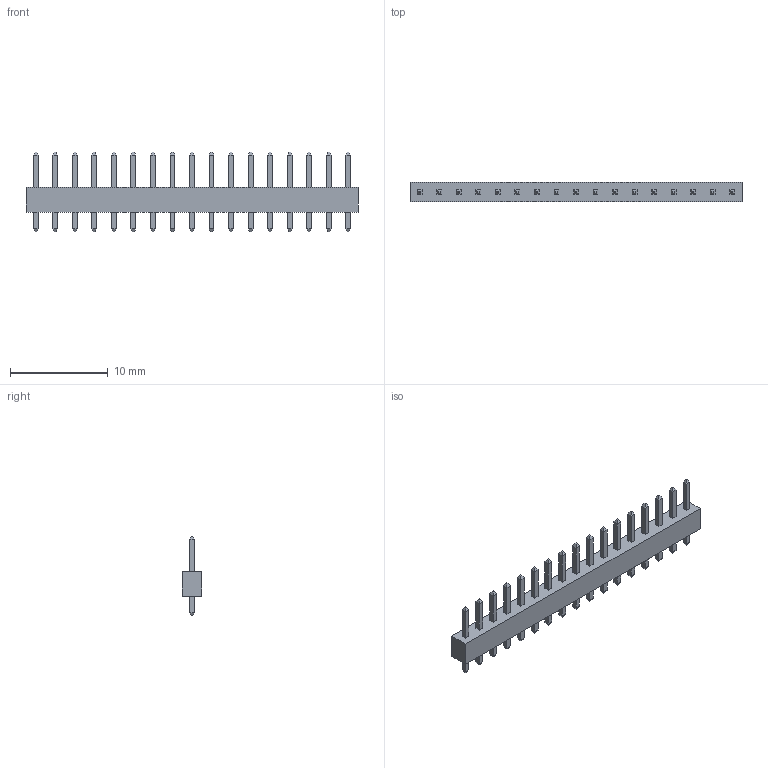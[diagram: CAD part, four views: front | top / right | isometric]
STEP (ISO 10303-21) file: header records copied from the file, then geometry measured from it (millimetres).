
FILE_DESCRIPTION (( 'STEP AP214' ), '1' );
FILE_NAME ( 'HDRV17W50P200_17X1_3400X200H615.STEP', '2022-06-19T11:52:38', ( '' ), ( '' ), '', '©2017 PCB Libraries, Inc.', '' );
FILE_SCHEMA (( 'AUTOMOTIVE_DESIGN' ));
Length unit declared in the file: millimetre
Products named in the file (1): HDRV17W50P200_17X1_3400X200H615
Bounding box: 34 x 2 x 8.15 mm (x, y, z)
Volume: 195.2 mm3; surface area: 513.9 mm2
Topology: 35 solids, 35 shells, 346 faces, 692 edges, 416 vertices
Faces by surface type: plane 346
Entity records: 9713 total; most frequent: CARTESIAN_POINT 1455, DIRECTION 1386, ORIENTED_EDGE 1384, VECTOR 692, LINE 692, EDGE_CURVE 692, VERTEX_POINT 416, STYLED_ITEM 382
